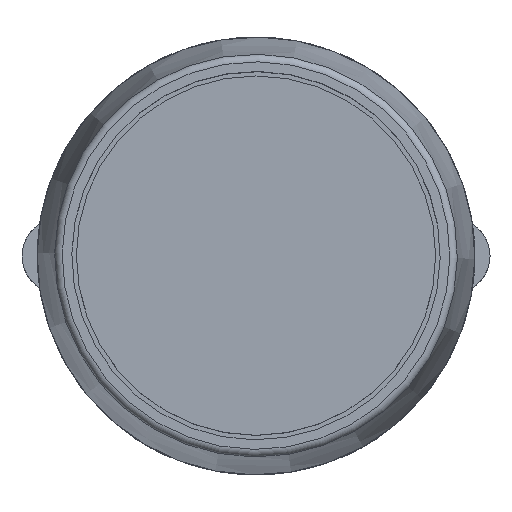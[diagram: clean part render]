
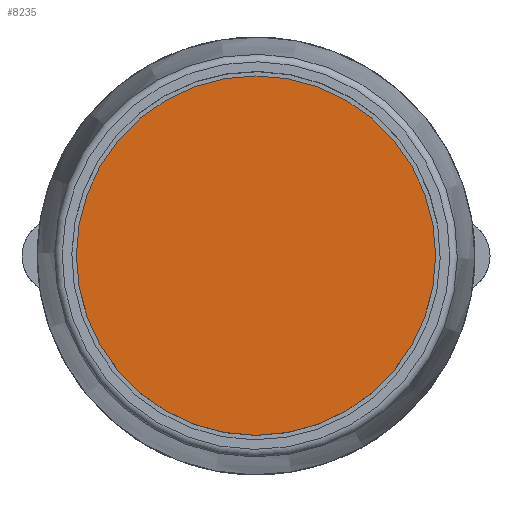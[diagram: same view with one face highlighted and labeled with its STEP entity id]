
A CAD part, top view. The second image highlights one B-rep face of the part: STEP entity #8235.
In plain terms, the highlighted planar face has unit normal (0, 0, 1).
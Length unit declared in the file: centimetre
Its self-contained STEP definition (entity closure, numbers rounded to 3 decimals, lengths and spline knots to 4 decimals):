
#2007=FACE_OUTER_BOUND('',#2497,.T.);
#2497=EDGE_LOOP('',(#5432));
#3035=CIRCLE('',#8753,1.19);
#3343=VERTEX_POINT('',#11866);
#4167=EDGE_CURVE('',#3343,#3343,#3035,.T.);
#5432=ORIENTED_EDGE('',*,*,#4167,.F.);
#7938=PLANE('',#8754);
#8235=ADVANCED_FACE('',(#2007),#7938,.F.);
#8753=AXIS2_PLACEMENT_3D('',#11867,#9539,#9540);
#8754=AXIS2_PLACEMENT_3D('',#11869,#9542,#9543);
#9539=DIRECTION('center_axis',(0.,0.,
-1.));
#9540=DIRECTION('ref_axis',(1.,0.,0.));
#9542=DIRECTION('center_axis',(0.,0.,
-1.));
#9543=DIRECTION('ref_axis',(1.,0.,0.));
#11866=CARTESIAN_POINT('',(-1.19,0.,2.91));
#11867=CARTESIAN_POINT('Origin',(0.,0.,
2.91));
#11869=CARTESIAN_POINT('Origin',(0.,0.,
2.91));
